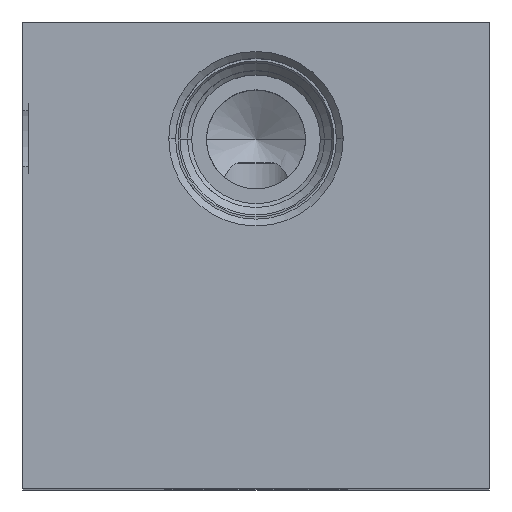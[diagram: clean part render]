
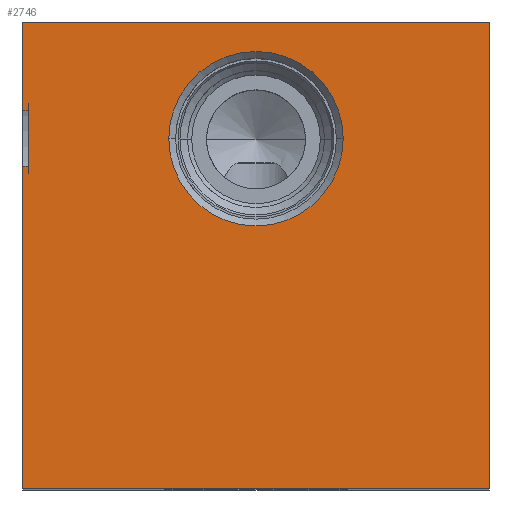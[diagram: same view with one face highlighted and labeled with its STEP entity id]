
A CAD part, top view. The second image highlights one B-rep face of the part: STEP entity #2746.
In plain terms, the highlighted planar face has unit normal (0, 0, 1).
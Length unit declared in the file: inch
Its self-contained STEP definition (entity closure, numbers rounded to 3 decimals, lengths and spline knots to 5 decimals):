
#273=CARTESIAN_POINT('',(1.25,-0.625,3.375));
#274=DIRECTION('',(0.,0.,-1.));
#275=DIRECTION('',(-1.,0.,0.));
#276=AXIS2_PLACEMENT_3D('',#273,#274,#275);
#278=CARTESIAN_POINT('',(1.25,-0.625,3.375));
#279=DIRECTION('',(0.,0.,-1.));
#280=DIRECTION('',(1.,0.,0.));
#281=AXIS2_PLACEMENT_3D('',#278,#279,#280);
#283=DIRECTION('',(1.,0.,0.));
#284=VECTOR('',#283,0.032);
#285=CARTESIAN_POINT('',(0.,-0.47633,3.375));
#286=LINE('',#285,#284);
#287=DIRECTION('',(0.,-1.,0.));
#288=VECTOR('',#287,0.47633);
#289=CARTESIAN_POINT('',(0.,0.,3.375));
#290=LINE('',#289,#288);
#291=DIRECTION('',(-1.,0.,0.));
#292=VECTOR('',#291,2.5);
#293=CARTESIAN_POINT('',(2.5,0.,3.375));
#294=LINE('',#293,#292);
#295=DIRECTION('',(0.,1.,0.));
#296=VECTOR('',#295,2.5);
#297=CARTESIAN_POINT('',(2.5,-2.5,3.375));
#298=LINE('',#297,#296);
#299=DIRECTION('',(1.,0.,0.));
#300=VECTOR('',#299,2.5);
#301=CARTESIAN_POINT('',(0.,-2.5,3.375));
#302=LINE('',#301,#300);
#303=DIRECTION('',(0.,-1.,0.));
#304=VECTOR('',#303,1.72633);
#305=CARTESIAN_POINT('',(0.,-0.77367,3.375));
#306=LINE('',#305,#304);
#307=DIRECTION('',(1.,0.,0.));
#308=VECTOR('',#307,0.032);
#309=CARTESIAN_POINT('',(0.,-0.77367,3.375));
#310=LINE('',#309,#308);
#311=DIRECTION('',(0.,1.,0.));
#312=VECTOR('',#311,0.29734);
#313=CARTESIAN_POINT('',(0.032,-0.77367,3.375));
#314=LINE('',#313,#312);
#2128=CARTESIAN_POINT('',(0.,-2.5,3.375));
#2129=CARTESIAN_POINT('',(2.5,-2.5,3.375));
#2130=VERTEX_POINT('',#2128);
#2131=VERTEX_POINT('',#2129);
#2132=CARTESIAN_POINT('',(2.5,0.,3.375));
#2133=VERTEX_POINT('',#2132);
#2134=CARTESIAN_POINT('',(0.,0.,3.375));
#2135=VERTEX_POINT('',#2134);
#2172=CARTESIAN_POINT('',(1.717,-0.625,3.375));
#2173=VERTEX_POINT('',#2172);
#2182=CARTESIAN_POINT('',(0.783,-0.625,3.375));
#2183=VERTEX_POINT('',#2182);
#2262=CARTESIAN_POINT('',(0.032,-0.47633,3.375));
#2263=CARTESIAN_POINT('',(0.032,-0.77367,3.375));
#2264=VERTEX_POINT('',#2262);
#2265=VERTEX_POINT('',#2263);
#2266=CARTESIAN_POINT('',(0.,-0.47633,3.375));
#2267=VERTEX_POINT('',#2266);
#2268=CARTESIAN_POINT('',(0.,-0.77367,3.375));
#2269=VERTEX_POINT('',#2268);
#2724=CARTESIAN_POINT('',(0.,0.,3.375));
#2725=DIRECTION('',(0.,0.,1.));
#2726=DIRECTION('',(1.,0.,0.));
#2727=AXIS2_PLACEMENT_3D('',#2724,#2725,#2726);
#2728=PLANE('',#2727);
#2729=ORIENTED_EDGE('',*,*,#2499,.F.);
#2730=ORIENTED_EDGE('',*,*,#2478,.F.);
#2732=ORIENTED_EDGE('',*,*,#2731,.F.);
#2734=ORIENTED_EDGE('',*,*,#2733,.F.);
#2736=ORIENTED_EDGE('',*,*,#2735,.F.);
#2737=ORIENTED_EDGE('',*,*,#2471,.F.);
#2738=ORIENTED_EDGE('',*,*,#2496,.T.);
#2739=ORIENTED_EDGE('',*,*,#2510,.T.);
#2740=EDGE_LOOP('',(#2729,#2730,#2732,#2734,#2736,#2737,#2738,#2739));
#2741=FACE_OUTER_BOUND('',#2740,.F.);
#2742=ORIENTED_EDGE('',*,*,#2706,.F.);
#2743=ORIENTED_EDGE('',*,*,#2717,.F.);
#2744=EDGE_LOOP('',(#2742,#2743));
#2745=FACE_BOUND('',#2744,.F.);
#2746=ADVANCED_FACE('',(#2741,#2745),#2728,.T.);
#277=CIRCLE('',#276,0.467);
#282=CIRCLE('',#281,0.467);
#2471=EDGE_CURVE('',#2269,#2130,#306,.T.);
#2478=EDGE_CURVE('',#2135,#2267,#290,.T.);
#2496=EDGE_CURVE('',#2269,#2265,#310,.T.);
#2499=EDGE_CURVE('',#2267,#2264,#286,.T.);
#2510=EDGE_CURVE('',#2265,#2264,#314,.T.);
#2706=EDGE_CURVE('',#2183,#2173,#277,.T.);
#2717=EDGE_CURVE('',#2173,#2183,#282,.T.);
#2731=EDGE_CURVE('',#2133,#2135,#294,.T.);
#2733=EDGE_CURVE('',#2131,#2133,#298,.T.);
#2735=EDGE_CURVE('',#2130,#2131,#302,.T.);
